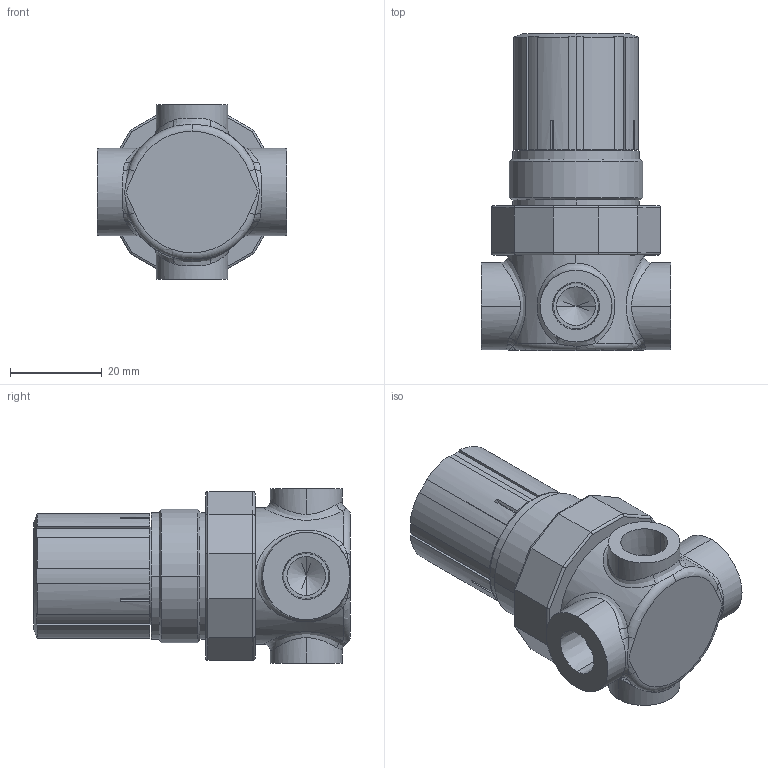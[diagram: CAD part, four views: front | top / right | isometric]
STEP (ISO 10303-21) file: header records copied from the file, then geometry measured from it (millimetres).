
FILE_DESCRIPTION (( 'STEP AP203' ), '1' );
FILE_NAME ('FR-817.step', '2015-10-20T14:37:06', ( '' ), ( '' ), 'SwSTEP 2.0', 'SolidWorks 2015', '' );
FILE_SCHEMA (( 'CONFIG_CONTROL_DESIGN' ));
Length unit declared in the file: inch
Products named in the file (1): FR-817
Bounding box: 41.4 x 69.22 x 38.1 mm (x, y, z)
Volume: 51613.6 mm3; surface area: 16487.5 mm2
Topology: 5 solids, 5 shells, 178 faces, 429 edges, 265 vertices
Faces by surface type: cylinder 73, plane 66, cone 22, bspline 14, torus 3
Entity records: 7278 total; most frequent: CARTESIAN_POINT 3216, ORIENTED_EDGE 842, DIRECTION 815, EDGE_CURVE 421, AXIS2_PLACEMENT_3D 306, VERTEX_POINT 265, LINE 203, VECTOR 203
